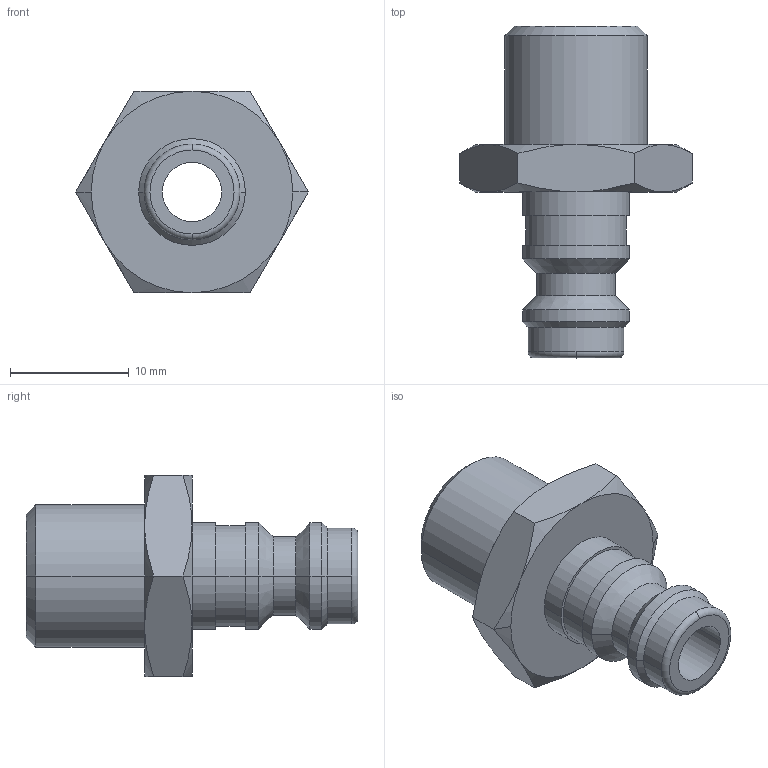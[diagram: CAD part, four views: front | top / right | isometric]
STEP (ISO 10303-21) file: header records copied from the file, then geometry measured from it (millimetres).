
FILE_DESCRIPTION(('STEP AP214'),'1');
FILE_NAME('ESME_1215_NA.stp','2020-08-17T11:37:53',('TraceParts'),('TraceParts S.A.'),'Spatial InterOp 3D',' ',' ');
FILE_SCHEMA(('AUTOMOTIVE_DESIGN { 1 0 10303 214 1 1 1 1 }'));
Length unit declared in the file: millimetre
Products named in the file (1): ESME_1215_NA
Bounding box: 19.63 x 28 x 17 mm (x, y, z)
Volume: 2304.8 mm3; surface area: 1857.4 mm2
Topology: 1 solids, 1 shells, 54 faces, 115 edges, 67 vertices
Faces by surface type: cone 24, cylinder 16, plane 12, torus 2
Entity records: 1920 total; most frequent: CARTESIAN_POINT 333, DIRECTION 258, ORIENTED_EDGE 230, EDGE_CURVE 115, AXIS2_PLACEMENT_3D 112, VERTEX_POINT 67, EDGE_LOOP 60, CIRCLE 57
